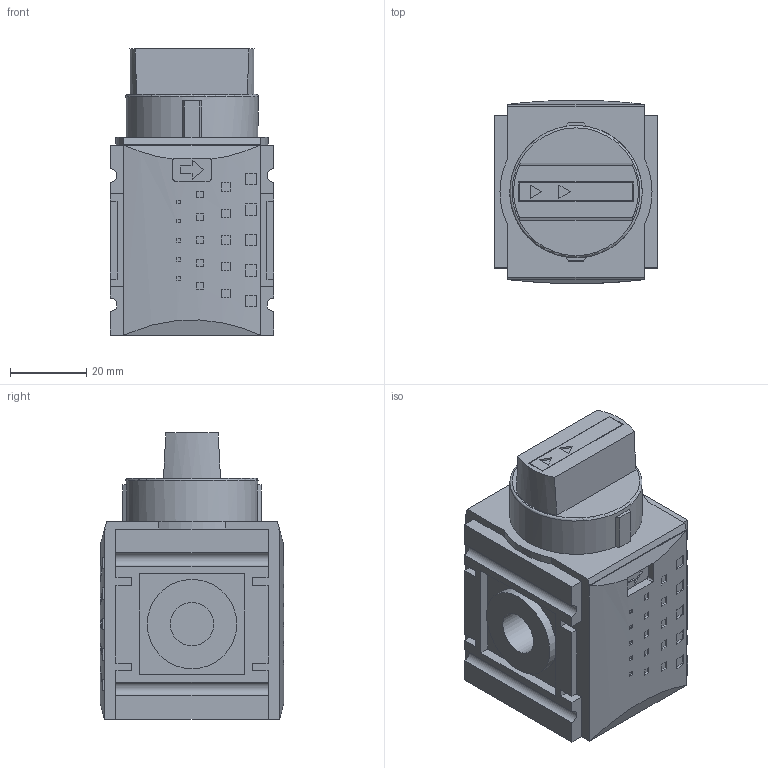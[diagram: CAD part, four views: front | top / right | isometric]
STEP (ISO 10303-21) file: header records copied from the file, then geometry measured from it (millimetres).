
FILE_DESCRIPTION((''),'2;1');
FILE_NAME('BAV-014.stp','2010-03-02T13:46:50',('DDruske'),(''),'Autodesk Inventor 2009','Autodesk Inventor 2009','');
FILE_SCHEMA(('AUTOMOTIVE_DESIGN { 1 0 10303 214 1 1 1 1 }'));
Length unit declared in the file: millimetre
Products named in the file (1): Bauteil2
Bounding box: 43 x 48.16 x 75.3 mm (x, y, z)
Volume: 112371.7 mm3; surface area: 19762.4 mm2
Topology: 2 solids, 2 shells, 363 faces, 899 edges, 596 vertices
Faces by surface type: plane 263, cylinder 63, bspline 33, cone 3, torus 1
Full cylindrical faces by diameter (mm): 8.4 x1, 11.445 x2, 23.5 x1, 34.8 x1
Entity records: 11144 total; most frequent: CARTESIAN_POINT 2021, ORIENTED_EDGE 1774, DIRECTION 1764, EDGE_CURVE 887, VECTOR 656, LINE 656, VERTEX_POINT 595, AXIS2_PLACEMENT_3D 554
